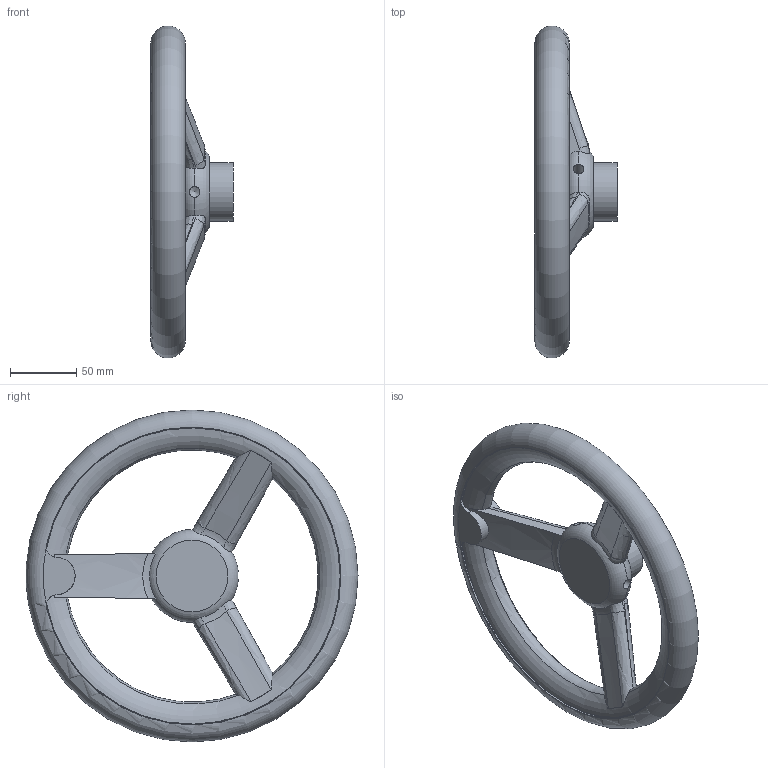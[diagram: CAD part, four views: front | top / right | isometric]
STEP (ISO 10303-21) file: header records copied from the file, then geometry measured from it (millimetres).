
FILE_DESCRIPTION(/* description */ (''),/* implementation_level */ '2;1');
FILE_NAME(/* name */ 'NRP_250',/* time_stamp */ '2012-11-23T16:14:12+08:00',/* author */ (''),/* organization */ (''),/* preprocessor_version */ 'ST-DEVELOPER v9',/* originating_system */ 'UGS - NX 4.0',/* authorisation */ '');
FILE_SCHEMA (('CONFIG_CONTROL_DESIGN'));
Length unit declared in the file: millimetre
Products named in the file (1): Admi0121xljb
Bounding box: 62 x 250 x 250 mm (x, y, z)
Volume: 570980.9 mm3; surface area: 90274.1 mm2
Topology: 1 solids, 1 shells, 78 faces, 243 edges, 160 vertices
Faces by surface type: bspline 20, torus 17, plane 16, cone 15, cylinder 10
Full cylindrical faces by diameter (mm): 8 x3, 44 x1
Entity records: 3405 total; most frequent: CARTESIAN_POINT 1587, ORIENTED_EDGE 444, DIRECTION 241, EDGE_CURVE 222, B_SPLINE_CURVE_WITH_KNOTS 156, VERTEX_POINT 154, AXIS2_PLACEMENT_3D 116, EDGE_LOOP 89
